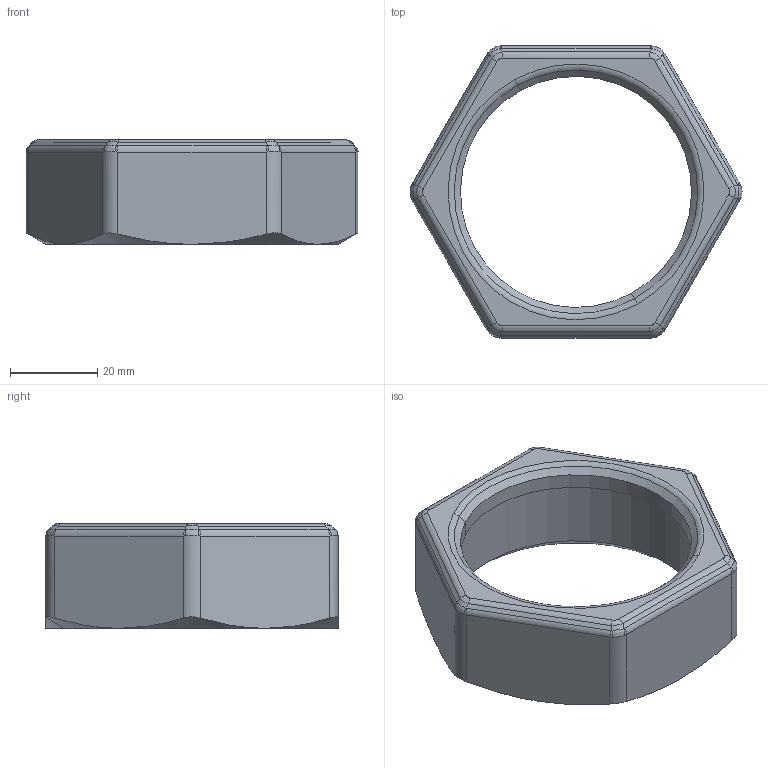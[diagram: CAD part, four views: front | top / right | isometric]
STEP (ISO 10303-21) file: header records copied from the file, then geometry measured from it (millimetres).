
FILE_DESCRIPTION(('CATIA V5 STEP Exchange','CAx-IF Rec.Pracs.--- Model Styling and Organization---1.4--- 2014-01-23','CAx-IF Rec.Pracs.---3D Tessellated Data Validation Properties---0.5---2014-09-14'),'2;1');
FILE_NAME('STEP_R53003_-_TST.stp','2022-03-22T09:50:40+00:00',('none'),('none'),'CATIA Version 5-6 Release 2019 SP3','CATIA V5 STEP AP242 v1','none');
FILE_SCHEMA(('AP242_MANAGED_MODEL_BASED_3D_ENGINEERING_MIM_LF {1 0 10303 442 1 1 4}'));
Length unit declared in the file: millimetre
Products named in the file (1): R53003 - TST
Bounding box: 76.13 x 67 x 24 mm (x, y, z)
Volume: 31979.7 mm3; surface area: 12205.1 mm2
Topology: 1 solids, 1 shells, 81 faces, 186 edges, 108 vertices
Faces by surface type: cylinder 28, bspline 24, plane 15, cone 12, torus 2
Entity records: 3316 total; most frequent: CARTESIAN_POINT 1791, ORIENTED_EDGE 372, DIRECTION 186, EDGE_CURVE 186, VERTEX_POINT 108, B_SPLINE_CURVE_WITH_KNOTS 96, AXIS2_PLACEMENT_3D 87, EDGE_LOOP 84
